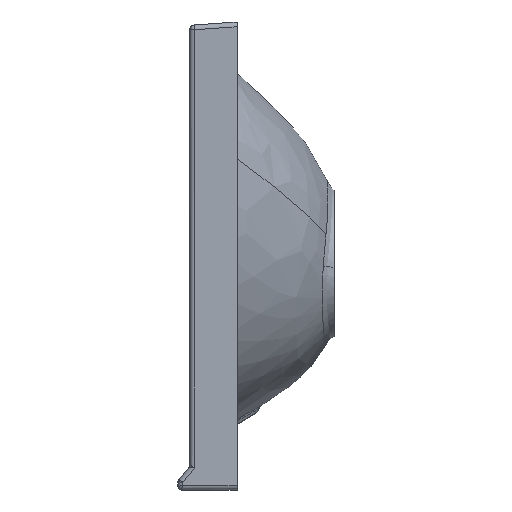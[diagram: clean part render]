
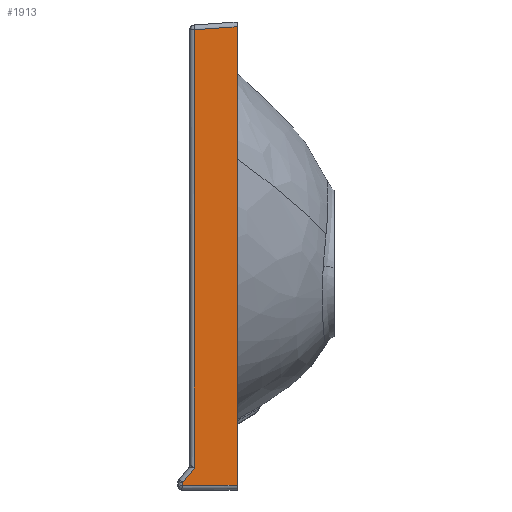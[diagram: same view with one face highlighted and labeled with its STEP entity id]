
A CAD part, left-side view. The second image highlights one B-rep face of the part: STEP entity #1913.
In plain terms, the highlighted planar face has unit normal (-1, 0.026, 0).
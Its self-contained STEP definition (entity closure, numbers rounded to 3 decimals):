
#625 = ORIENTED_EDGE ( 'NONE', *, *, #4313, .T. ) ;
#853 = EDGE_CURVE ( 'NONE', #1585, #4161, #11981, .T. ) ;
#1287 = LINE ( 'NONE', #1716, #1999 ) ;
#1485 = LINE ( 'NONE', #8710, #2229 ) ;
#1570 = CARTESIAN_POINT ( 'NONE',  ( -347.547, -40., -196. ) ) ;
#1585 = VERTEX_POINT ( 'NONE', #2576 ) ;
#1675 = DIRECTION ( 'NONE',  ( 0., 0., -1. ) ) ;
#1716 = CARTESIAN_POINT ( 'NONE',  ( -346.602, -3.895, -180. ) ) ;
#1894 = VERTEX_POINT ( 'NONE', #10254 ) ;
#1913 = ADVANCED_FACE ( 'NONE', ( #6676 ), #11171, .T. ) ;
#1999 = VECTOR ( 'NONE', #1675, 1000. ) ;
#2197 = ORIENTED_EDGE ( 'NONE', *, *, #8456, .T. ) ;
#2229 = VECTOR ( 'NONE', #9601, 1000. ) ;
#2576 = CARTESIAN_POINT ( 'NONE',  ( -346.34, 6.105, -196. ) ) ;
#2634 = CARTESIAN_POINT ( 'NONE',  ( -346.602, -3.895, -181.448 ) ) ;
#2666 = DIRECTION ( 'NONE',  ( -0.026, -1., 0. ) ) ;
#3418 = CARTESIAN_POINT ( 'NONE',  ( -346.321, 6.823, -194.31 ) ) ;
#3641 = DIRECTION ( 'NONE',  ( 0., 0., 1. ) ) ;
#3646 = CARTESIAN_POINT ( 'NONE',  ( -345.792, 27.051, 187.106 ) ) ;
#4038 = AXIS2_PLACEMENT_3D ( 'NONE', #4686, #12279, #2666 ) ;
#4161 = VERTEX_POINT ( 'NONE', #1570 ) ;
#4313 = EDGE_CURVE ( 'NONE', #6369, #1894, #6832, .T. ) ;
#4326 = LINE ( 'NONE', #9347, #5071 ) ;
#4382 = DIRECTION ( 'NONE',  ( 0.017, 0.64, -0.768 ) ) ;
#4642 = EDGE_CURVE ( 'NONE', #7399, #9487, #8161, .T. ) ;
#4686 = CARTESIAN_POINT ( 'NONE',  ( -346.5, 0., -200. ) ) ;
#4884 = ORIENTED_EDGE ( 'NONE', *, *, #853, .T. ) ;
#4993 = DIRECTION ( 'NONE',  ( -0.026, -1., 0. ) ) ;
#5071 = VECTOR ( 'NONE', #3641, 1000. ) ;
#5608 = ORIENTED_EDGE ( 'NONE', *, *, #4642, .T. ) ;
#6369 = VERTEX_POINT ( 'NONE', #10165 ) ;
#6676 = FACE_OUTER_BOUND ( 'NONE', #10171, .T. ) ;
#6832 = LINE ( 'NONE', #3646, #11751 ) ;
#7084 = CARTESIAN_POINT ( 'NONE',  ( -346.34, 6.105, -193.448 ) ) ;
#7250 = ORIENTED_EDGE ( 'NONE', *, *, #7569, .T. ) ;
#7399 = VERTEX_POINT ( 'NONE', #2634 ) ;
#7423 = VECTOR ( 'NONE', #4382, 1000. ) ;
#7569 = EDGE_CURVE ( 'NONE', #4161, #6369, #4326, .T. ) ;
#7589 = EDGE_CURVE ( 'NONE', #9487, #1585, #1485, .T. ) ;
#8161 = LINE ( 'NONE', #3418, #7423 ) ;
#8456 = EDGE_CURVE ( 'NONE', #1894, #7399, #1287, .T. ) ;
#8710 = CARTESIAN_POINT ( 'NONE',  ( -346.34, 6.105, -200. ) ) ;
#9347 = CARTESIAN_POINT ( 'NONE',  ( -347.547, -40., -200. ) ) ;
#9487 = VERTEX_POINT ( 'NONE', #7084 ) ;
#9601 = DIRECTION ( 'NONE',  ( 0., 0., -1. ) ) ;
#10165 = CARTESIAN_POINT ( 'NONE',  ( -347.547, -40., 191.795 ) ) ;
#10171 = EDGE_LOOP ( 'NONE', ( #4884, #7250, #625, #2197, #5608, #11910 ) ) ;
#10254 = CARTESIAN_POINT ( 'NONE',  ( -346.602, -3.895, 189.27 ) ) ;
#10351 = VECTOR ( 'NONE', #4993, 1000. ) ;
#10775 = CARTESIAN_POINT ( 'NONE',  ( -350.428, -150., -196. ) ) ;
#11141 = DIRECTION ( 'NONE',  ( 0.026, 0.997, -0.07 ) ) ;
#11171 = PLANE ( 'NONE',  #4038 ) ;
#11751 = VECTOR ( 'NONE', #11141, 1000. ) ;
#11910 = ORIENTED_EDGE ( 'NONE', *, *, #7589, .T. ) ;
#11981 = LINE ( 'NONE', #10775, #10351 ) ;
#12279 = DIRECTION ( 'NONE',  ( -1., 0.026, 0. ) ) ;
